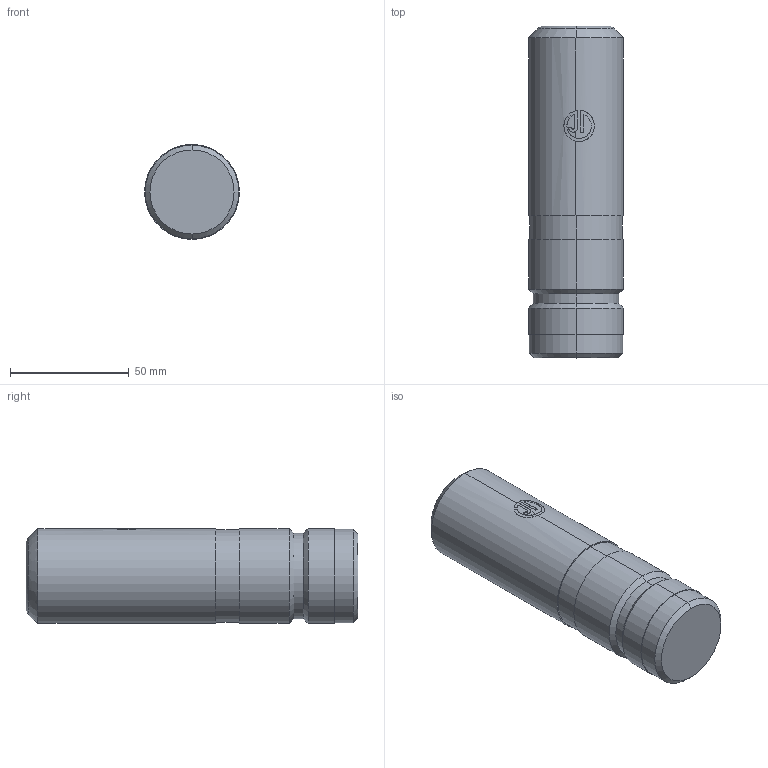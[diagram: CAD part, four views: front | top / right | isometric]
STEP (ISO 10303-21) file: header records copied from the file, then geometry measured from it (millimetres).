
FILE_DESCRIPTION (( 'STEP AP214' ), '1' );
FILE_NAME ('JPM-D40-L140.STEP', '2021-10-06T07:21:13', ( '' ), ( '' ), 'SwSTEP 2.0', 'SolidWorks 2016', '' );
FILE_SCHEMA (( 'AUTOMOTIVE_DESIGN' ));
Length unit declared in the file: millimetre
Products named in the file (2): JPM-D40-L140
Bounding box: 40 x 140 x 40 mm (x, y, z)
Volume: 171920.9 mm3; surface area: 19793.4 mm2
Topology: 1 solids, 1 shells, 49 faces, 114 edges, 69 vertices
Faces by surface type: cylinder 16, plane 11, cone 10, bspline 8, torus 4
Entity records: 2646 total; most frequent: CARTESIAN_POINT 1543, ORIENTED_EDGE 224, DIRECTION 210, EDGE_CURVE 112, AXIS2_PLACEMENT_3D 87, VERTEX_POINT 69, EDGE_LOOP 53, FACE_OUTER_BOUND 49
